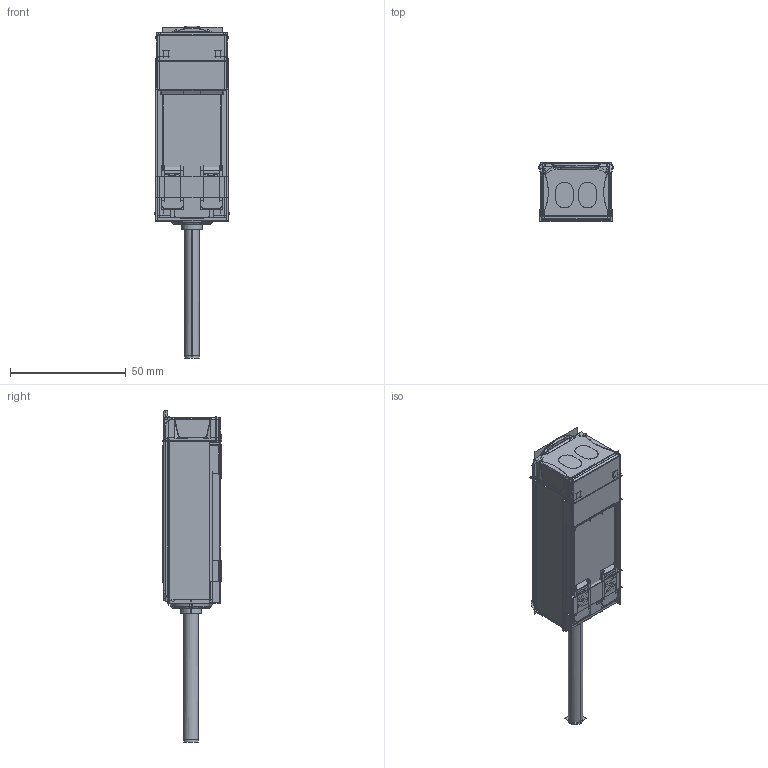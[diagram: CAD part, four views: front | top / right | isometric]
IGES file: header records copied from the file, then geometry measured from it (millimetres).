
Start section:  PTC IGES file: 141701.igs
Global section: file name: 141701.igs; native system: Creo Parametric by Parametric Technology Corporation; preprocessor: 2013230; author: PDMAdmin; organization: Unknown; date: 20160317.084636; units: millimetre
Bounding box: 32.17 x 25.91 x 143.56 mm (x, y, z)
Volume: 21775.6 mm3; surface area: 290234 mm2
Topology: 11 solids, 11 shells, 2040 faces, 10108 edges, 12429 vertices
Faces by surface type: bspline 1364, revolution 616, extrusion 60
